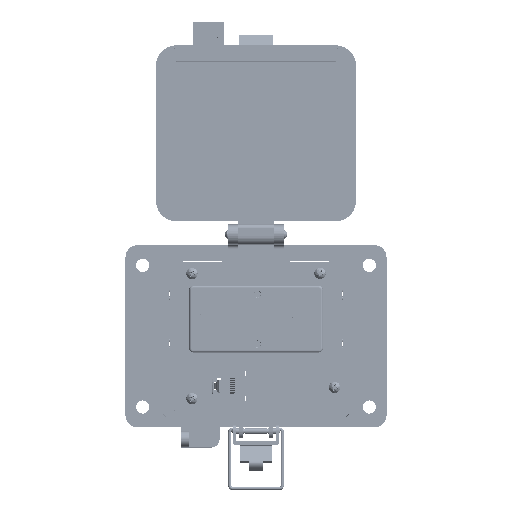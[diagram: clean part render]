
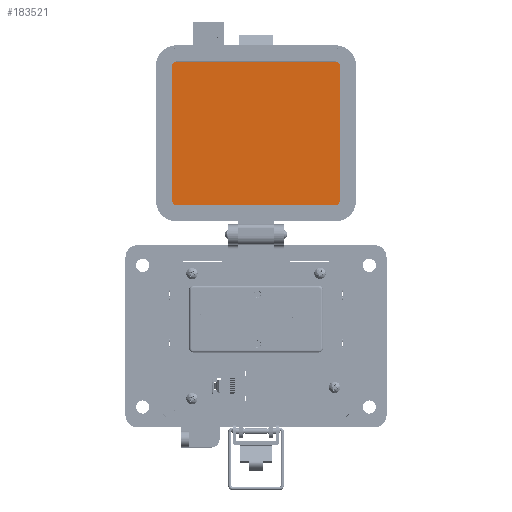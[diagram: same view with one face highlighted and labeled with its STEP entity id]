
A CAD part, top view. The second image highlights one B-rep face of the part: STEP entity #183521.
In plain terms, the highlighted planar face has unit normal (0, 0, 1).
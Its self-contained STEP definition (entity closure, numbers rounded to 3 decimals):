
#195 = CARTESIAN_POINT ( 'NONE',  ( 38.212, 126.389, 19.202 ) ) ;
#5187 = CARTESIAN_POINT ( 'NONE',  ( 35.912, 128.688, 19.202 ) ) ;
#17453 = DIRECTION ( 'NONE',  ( 1., 0., 0. ) ) ;
#18855 = EDGE_CURVE ( 'NONE', #38494, #196747, #170500, .T. ) ;
#27181 = EDGE_LOOP ( 'NONE', ( #189687, #37628, #103714, #137695, #96100, #108944, #234647, #154239 ) ) ;
#30286 = VERTEX_POINT ( 'NONE', #61665 ) ;
#32398 = DIRECTION ( 'NONE',  ( 0., 1., 0. ) ) ;
#33249 = DIRECTION ( 'NONE',  ( 1., 0., 0. ) ) ;
#35526 = DIRECTION ( 'NONE',  ( 0., 0., -1. ) ) ;
#35549 = EDGE_CURVE ( 'NONE', #46543, #142317, #200375, .T. ) ;
#37628 = ORIENTED_EDGE ( 'NONE', *, *, #188847, .F. ) ;
#38494 = VERTEX_POINT ( 'NONE', #5187 ) ;
#46543 = VERTEX_POINT ( 'NONE', #188899 ) ;
#49078 = LINE ( 'NONE', #162041, #69218 ) ;
#49823 = DIRECTION ( 'NONE',  ( 0., -1., 0. ) ) ;
#51939 = EDGE_CURVE ( 'NONE', #142317, #146534, #125675, .T. ) ;
#61665 = CARTESIAN_POINT ( 'NONE',  ( -44.769, 60.004, 19.202 ) ) ;
#69218 = VECTOR ( 'NONE', #32398, 1000. ) ;
#76761 = EDGE_CURVE ( 'NONE', #175849, #38494, #128360, .T. ) ;
#80388 = EDGE_CURVE ( 'NONE', #30286, #81104, #49078, .T. ) ;
#81104 = VERTEX_POINT ( 'NONE', #211577 ) ;
#84026 = VECTOR ( 'NONE', #33249, 1000. ) ;
#87089 = CARTESIAN_POINT ( 'NONE',  ( 38.212, 93.196, 19.202 ) ) ;
#88765 = CARTESIAN_POINT ( 'NONE',  ( -3.279, 57.705, 19.202 ) ) ;
#90132 = FACE_OUTER_BOUND ( 'NONE', #27181, .T. ) ;
#95180 = CIRCLE ( 'NONE', #228189, 2.299 ) ;
#96100 = ORIENTED_EDGE ( 'NONE', *, *, #167262, .F. ) ;
#97765 = AXIS2_PLACEMENT_3D ( 'NONE', #207675, #152908, #117209 ) ;
#103714 = ORIENTED_EDGE ( 'NONE', *, *, #18855, .F. ) ;
#106098 = DIRECTION ( 'NONE',  ( 0., -1., 0. ) ) ;
#107855 = DIRECTION ( 'NONE',  ( 0., 0., -1. ) ) ;
#108944 = ORIENTED_EDGE ( 'NONE', *, *, #80388, .F. ) ;
#117209 = DIRECTION ( 'NONE',  ( 0., -1., 0. ) ) ;
#117300 = AXIS2_PLACEMENT_3D ( 'NONE', #176058, #35526, #200897 ) ;
#120342 = CARTESIAN_POINT ( 'NONE',  ( -42.469, 128.688, 19.202 ) ) ;
#121267 = CARTESIAN_POINT ( 'NONE',  ( -42.469, 126.389, 19.202 ) ) ;
#125675 = LINE ( 'NONE', #88765, #170142 ) ;
#126313 = EDGE_CURVE ( 'NONE', #146534, #30286, #95180, .T. ) ;
#128360 = LINE ( 'NONE', #200961, #84026 ) ;
#137695 = ORIENTED_EDGE ( 'NONE', *, *, #76761, .F. ) ;
#142317 = VERTEX_POINT ( 'NONE', #197109 ) ;
#142563 = DIRECTION ( 'NONE',  ( 0., 0., 1. ) ) ;
#146534 = VERTEX_POINT ( 'NONE', #146794 ) ;
#146794 = CARTESIAN_POINT ( 'NONE',  ( -42.469, 57.705, 19.202 ) ) ;
#147893 = VECTOR ( 'NONE', #106098, 1000. ) ;
#152908 = DIRECTION ( 'NONE',  ( 0., 0., -1. ) ) ;
#154239 = ORIENTED_EDGE ( 'NONE', *, *, #51939, .F. ) ;
#156976 = DIRECTION ( 'NONE',  ( 0., 0., -1. ) ) ;
#159265 = PLANE ( 'NONE',  #215685 ) ;
#161452 = CARTESIAN_POINT ( 'NONE',  ( -42.469, 60.004, 19.202 ) ) ;
#162041 = CARTESIAN_POINT ( 'NONE',  ( -44.769, 93.196, 19.202 ) ) ;
#164892 = DIRECTION ( 'NONE',  ( -1., 0., 0. ) ) ;
#167262 = EDGE_CURVE ( 'NONE', #81104, #175849, #220310, .T. ) ;
#170142 = VECTOR ( 'NONE', #164892, 1000. ) ;
#170500 = CIRCLE ( 'NONE', #117300, 2.299 ) ;
#170897 = AXIS2_PLACEMENT_3D ( 'NONE', #121267, #156976, #49823 ) ;
#175849 = VERTEX_POINT ( 'NONE', #120342 ) ;
#176058 = CARTESIAN_POINT ( 'NONE',  ( 35.912, 126.389, 19.202 ) ) ;
#177134 = DIRECTION ( 'NONE',  ( -1., 0., 0. ) ) ;
#183521 = ADVANCED_FACE ( 'NONE', ( #90132 ), #159265, .T. ) ;
#188847 = EDGE_CURVE ( 'NONE', #196747, #46543, #195402, .T. ) ;
#188899 = CARTESIAN_POINT ( 'NONE',  ( 38.212, 60.004, 19.202 ) ) ;
#189687 = ORIENTED_EDGE ( 'NONE', *, *, #35549, .F. ) ;
#195402 = LINE ( 'NONE', #87089, #147893 ) ;
#196747 = VERTEX_POINT ( 'NONE', #195 ) ;
#197109 = CARTESIAN_POINT ( 'NONE',  ( 35.912, 57.705, 19.202 ) ) ;
#200375 = CIRCLE ( 'NONE', #97765, 2.299 ) ;
#200897 = DIRECTION ( 'NONE',  ( 1., 0., 0. ) ) ;
#200961 = CARTESIAN_POINT ( 'NONE',  ( -3.279, 128.688, 19.202 ) ) ;
#207675 = CARTESIAN_POINT ( 'NONE',  ( 35.912, 60.004, 19.202 ) ) ;
#211577 = CARTESIAN_POINT ( 'NONE',  ( -44.769, 126.389, 19.202 ) ) ;
#215685 = AXIS2_PLACEMENT_3D ( 'NONE', #231838, #142563, #177134 ) ;
#220310 = CIRCLE ( 'NONE', #170897, 2.299 ) ;
#228189 = AXIS2_PLACEMENT_3D ( 'NONE', #161452, #107855, #17453 ) ;
#231838 = CARTESIAN_POINT ( 'NONE',  ( 39.871, 130.108, 19.202 ) ) ;
#234647 = ORIENTED_EDGE ( 'NONE', *, *, #126313, .F. ) ;
